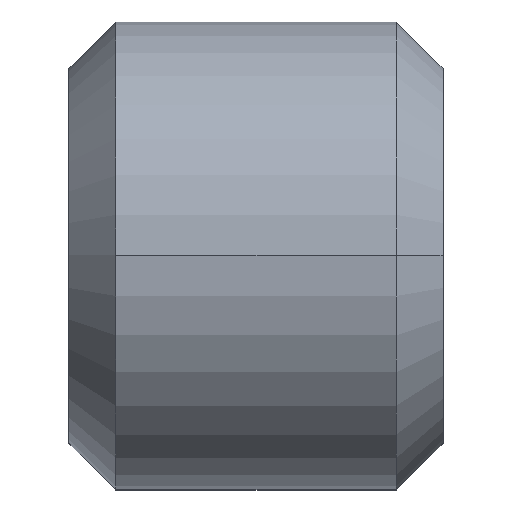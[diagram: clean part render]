
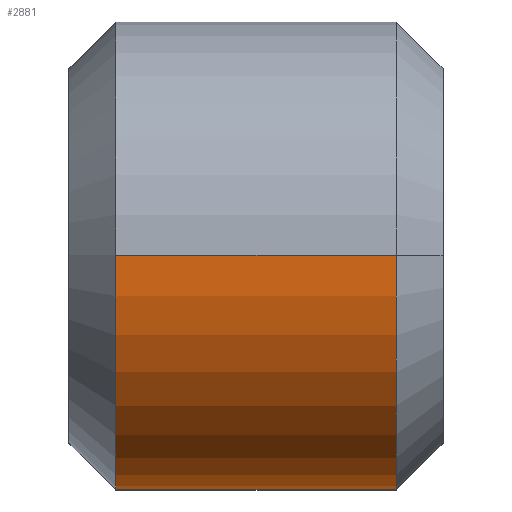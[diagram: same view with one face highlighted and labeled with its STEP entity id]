
A CAD part, top view. The second image highlights one B-rep face of the part: STEP entity #2881.
In plain terms, the highlighted cylindrical face has radius 10 mm (diameter 20 mm), a partial arc.
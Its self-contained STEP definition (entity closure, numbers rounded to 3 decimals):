
#15 = VECTOR ( 'NONE', #4625, 1000. ) ;
#41 = CIRCLE ( 'NONE', #4432, 10. ) ;
#53 = EDGE_CURVE ( 'NONE', #856, #1835, #41, .T. ) ;
#87 = CARTESIAN_POINT ( 'NONE',  ( 2., 0., 10. ) ) ;
#156 = DIRECTION ( 'NONE',  ( -1., 0., 0. ) ) ;
#204 = CARTESIAN_POINT ( 'NONE',  ( 16., 0., 0. ) ) ;
#580 = AXIS2_PLACEMENT_3D ( 'NONE', #4605, #1753, #2537 ) ;
#856 = VERTEX_POINT ( 'NONE', #2298 ) ;
#877 = CARTESIAN_POINT ( 'NONE',  ( 16., -10., 0. ) ) ;
#1151 = LINE ( 'NONE', #4297, #3328 ) ;
#1492 = EDGE_CURVE ( 'NONE', #856, #4875, #2283, .T. ) ;
#1574 = ORIENTED_EDGE ( 'NONE', *, *, #2171, .T. ) ;
#1753 = DIRECTION ( 'NONE',  ( 1., 0., 0. ) ) ;
#1835 = VERTEX_POINT ( 'NONE', #2779 ) ;
#2157 = FACE_OUTER_BOUND ( 'NONE', #4299, .T. ) ;
#2171 = EDGE_CURVE ( 'NONE', #4496, #4875, #2668, .T. ) ;
#2283 = LINE ( 'NONE', #877, #15 ) ;
#2298 = CARTESIAN_POINT ( 'NONE',  ( 14., -10., 0. ) ) ;
#2537 = DIRECTION ( 'NONE',  ( 0., 0., -1. ) ) ;
#2632 = CARTESIAN_POINT ( 'NONE',  ( 14., 0., 0. ) ) ;
#2668 = CIRCLE ( 'NONE', #580, 10. ) ;
#2779 = CARTESIAN_POINT ( 'NONE',  ( 14., 0., 10. ) ) ;
#2881 = ADVANCED_FACE ( 'NONE', ( #2157 ), #3962, .T. ) ;
#2982 = DIRECTION ( 'NONE',  ( -1., 0., 0. ) ) ;
#3140 = DIRECTION ( 'NONE',  ( -1., 0., 0. ) ) ;
#3288 = EDGE_CURVE ( 'NONE', #1835, #4496, #1151, .T. ) ;
#3328 = VECTOR ( 'NONE', #2982, 1000. ) ;
#3470 = DIRECTION ( 'NONE',  ( 0., 0., -1. ) ) ;
#3471 = ORIENTED_EDGE ( 'NONE', *, *, #3288, .T. ) ;
#3700 = AXIS2_PLACEMENT_3D ( 'NONE', #204, #3140, #4387 ) ;
#3962 = CYLINDRICAL_SURFACE ( 'NONE', #3700, 10. ) ;
#4051 = ORIENTED_EDGE ( 'NONE', *, *, #1492, .F. ) ;
#4297 = CARTESIAN_POINT ( 'NONE',  ( 16., 0., 10. ) ) ;
#4299 = EDGE_LOOP ( 'NONE', ( #4367, #3471, #1574, #4051 ) ) ;
#4367 = ORIENTED_EDGE ( 'NONE', *, *, #53, .T. ) ;
#4387 = DIRECTION ( 'NONE',  ( 0., 0., 1. ) ) ;
#4432 = AXIS2_PLACEMENT_3D ( 'NONE', #2632, #156, #3470 ) ;
#4496 = VERTEX_POINT ( 'NONE', #87 ) ;
#4605 = CARTESIAN_POINT ( 'NONE',  ( 2., 0., 0. ) ) ;
#4625 = DIRECTION ( 'NONE',  ( -1., 0., 0. ) ) ;
#4875 = VERTEX_POINT ( 'NONE', #4912 ) ;
#4912 = CARTESIAN_POINT ( 'NONE',  ( 2., -10., 0. ) ) ;
